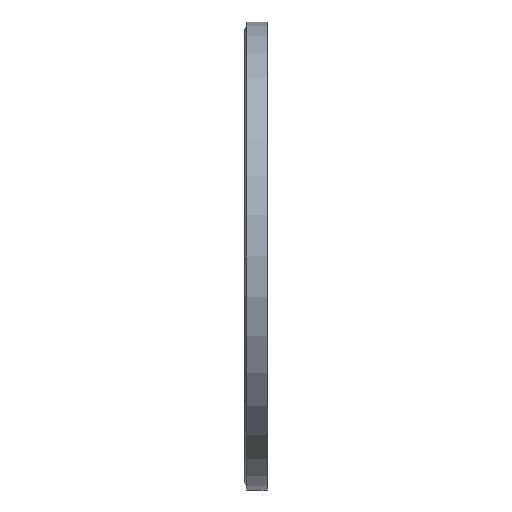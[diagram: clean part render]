
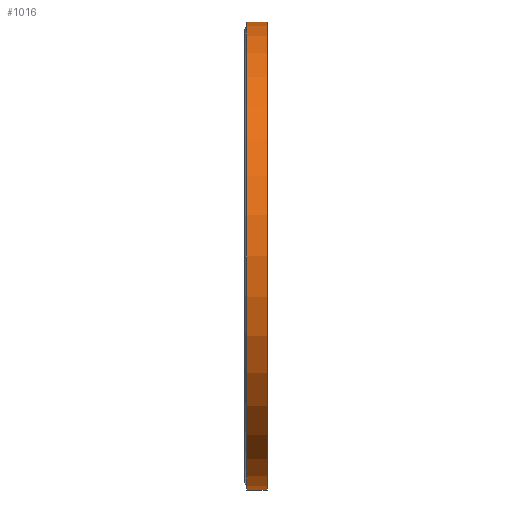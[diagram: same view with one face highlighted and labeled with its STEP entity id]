
A CAD part, left-side view. The second image highlights one B-rep face of the part: STEP entity #1016.
In plain terms, the highlighted cylindrical face has radius 24.5 mm (diameter 49 mm), a partial arc.
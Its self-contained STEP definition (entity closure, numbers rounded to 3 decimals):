
#12 = VECTOR ( 'NONE', #1239, 1000. ) ;
#17 = CARTESIAN_POINT ( 'NONE',  ( 3., 37.69, 0. ) ) ;
#67 = CIRCLE ( 'NONE', #618, 24.5 ) ;
#239 = CARTESIAN_POINT ( 'NONE',  ( 3., 109.296, -24.5 ) ) ;
#248 = VERTEX_POINT ( 'NONE', #1832 ) ;
#273 = ORIENTED_EDGE ( 'NONE', *, *, #1179, .F. ) ;
#392 = CARTESIAN_POINT ( 'NONE',  ( 3., 109.296, 0. ) ) ;
#470 = ORIENTED_EDGE ( 'NONE', *, *, #1827, .T. ) ;
#491 = VERTEX_POINT ( 'NONE', #1522 ) ;
#551 = CARTESIAN_POINT ( 'NONE',  ( 3., 109.296, 24.5 ) ) ;
#597 = VERTEX_POINT ( 'NONE', #1320 ) ;
#602 = DIRECTION ( 'NONE',  ( 0., -1., 0. ) ) ;
#618 = AXIS2_PLACEMENT_3D ( 'NONE', #689, #1575, #1289 ) ;
#689 = CARTESIAN_POINT ( 'NONE',  ( 3., 39.8, 0. ) ) ;
#834 = CIRCLE ( 'NONE', #1288, 24.5 ) ;
#919 = CARTESIAN_POINT ( 'NONE',  ( 3., 37.69, 24.5 ) ) ;
#953 = FACE_OUTER_BOUND ( 'NONE', #1614, .T. ) ;
#967 = CYLINDRICAL_SURFACE ( 'NONE', #1471, 24.5 ) ;
#1016 = ADVANCED_FACE ( 'NONE', ( #953 ), #967, .T. ) ;
#1128 = VECTOR ( 'NONE', #1267, 1000. ) ;
#1140 = LINE ( 'NONE', #551, #1128 ) ;
#1163 = EDGE_CURVE ( 'NONE', #491, #248, #67, .T. ) ;
#1179 = EDGE_CURVE ( 'NONE', #491, #1845, #1140, .T. ) ;
#1230 = DIRECTION ( 'NONE',  ( 0., -1., 0. ) ) ;
#1239 = DIRECTION ( 'NONE',  ( 0., -1., 0. ) ) ;
#1267 = DIRECTION ( 'NONE',  ( 0., -1., 0. ) ) ;
#1282 = EDGE_CURVE ( 'NONE', #1845, #597, #834, .T. ) ;
#1288 = AXIS2_PLACEMENT_3D ( 'NONE', #17, #602, #1782 ) ;
#1289 = DIRECTION ( 'NONE',  ( 0., 0., 1. ) ) ;
#1320 = CARTESIAN_POINT ( 'NONE',  ( 3., 37.69, -24.5 ) ) ;
#1380 = DIRECTION ( 'NONE',  ( 0., 0., -1. ) ) ;
#1402 = ORIENTED_EDGE ( 'NONE', *, *, #1163, .T. ) ;
#1471 = AXIS2_PLACEMENT_3D ( 'NONE', #392, #1230, #1380 ) ;
#1522 = CARTESIAN_POINT ( 'NONE',  ( 3., 39.8, 24.5 ) ) ;
#1571 = ORIENTED_EDGE ( 'NONE', *, *, #1282, .F. ) ;
#1575 = DIRECTION ( 'NONE',  ( 0., -1., 0. ) ) ;
#1614 = EDGE_LOOP ( 'NONE', ( #273, #1402, #470, #1571 ) ) ;
#1664 = LINE ( 'NONE', #239, #12 ) ;
#1782 = DIRECTION ( 'NONE',  ( 0., 0., -1. ) ) ;
#1827 = EDGE_CURVE ( 'NONE', #248, #597, #1664, .T. ) ;
#1832 = CARTESIAN_POINT ( 'NONE',  ( 3., 39.8, -24.5 ) ) ;
#1845 = VERTEX_POINT ( 'NONE', #919 ) ;
